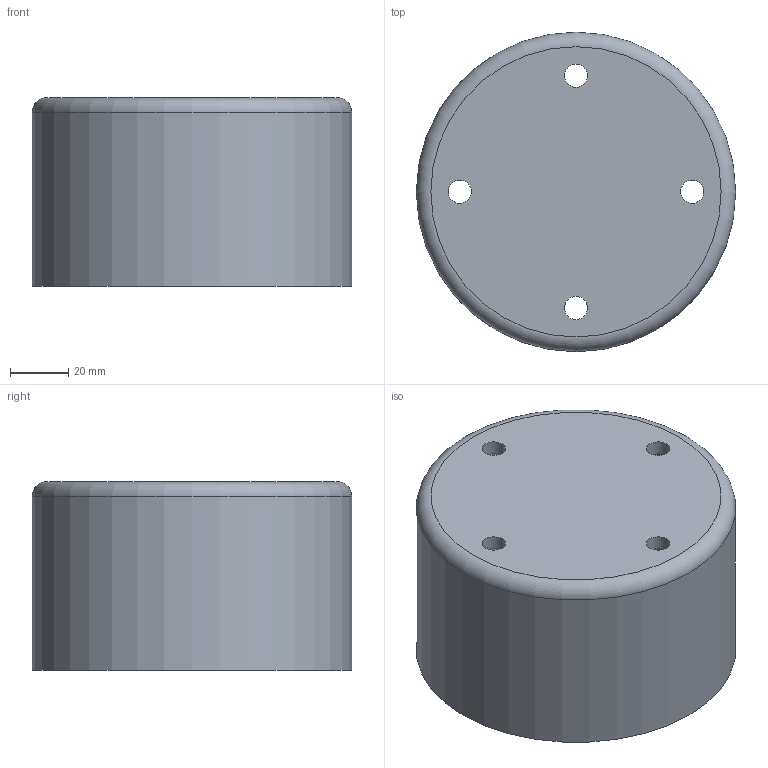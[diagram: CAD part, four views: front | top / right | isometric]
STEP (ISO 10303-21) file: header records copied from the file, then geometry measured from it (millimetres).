
FILE_DESCRIPTION(('FreeCAD Model'),'2;1');
FILE_NAME('openfoot.step', '2014-12-16T16:04:31',('FreeCAD'),('FreeCAD'), 'Open CASCADE STEP processor 6.7','FreeCAD','Unknown');
FILE_SCHEMA(('AUTOMOTIVE_DESIGN_CC2 { 1 2 10303 214 -1 1 5 4 }'));
Length unit declared in the file: millimetre
Products named in the file (1): openfoot
Bounding box: 110 x 110 x 65 mm (x, y, z)
Volume: 143655.1 mm3; surface area: 59666.4 mm2
Topology: 1 solids, 1 shells, 10 faces, 20 edges, 13 vertices
Faces by surface type: cylinder 6, plane 3, torus 1
Full cylindrical faces by diameter (mm): 8 x4, 100 x1, 110 x1
Entity records: 586 total; most frequent: CARTESIAN_POINT 128, DIRECTION 87, ORIENTED_EDGE 40, PCURVE 40, DEFINITIONAL_REPRESENTATION 40, LINE 32, VECTOR 32, AXIS2_PLACEMENT_3D 25
